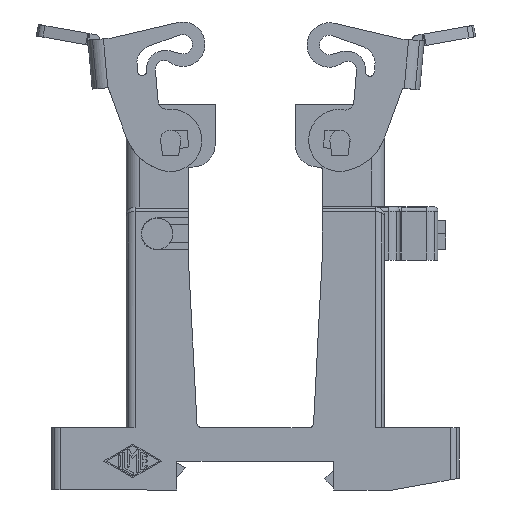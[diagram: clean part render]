
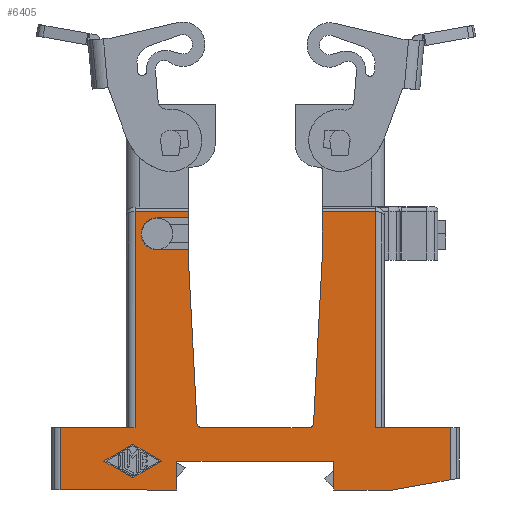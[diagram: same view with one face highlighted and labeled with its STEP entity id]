
A CAD part, front view. The second image highlights one B-rep face of the part: STEP entity #6405.
In plain terms, the highlighted planar face has unit normal (0, -1, 0).
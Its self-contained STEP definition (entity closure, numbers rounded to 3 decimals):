
#4179=CARTESIAN_POINT('',(-27.0,-25.0,14.));
#4180=VERTEX_POINT('',#4179);
#4188=CARTESIAN_POINT('',(-27.0,-25.0,62.5));
#4189=VERTEX_POINT('',#4188);
#4190=CARTESIAN_POINT('',(-27.0,-25.0,14.));
#4191=DIRECTION('',(0.0,0.0,1.0));
#4192=VECTOR('',#4191,48.5);
#4193=LINE('',#4190,#4192);
#4194=EDGE_CURVE('',#4180,#4189,#4193,.T.);
#4553=CARTESIAN_POINT('',(43.75,-25.0,14.));
#4554=VERTEX_POINT('',#4553);
#4562=CARTESIAN_POINT('',(43.75,-25.0,2.292));
#4563=VERTEX_POINT('',#4562);
#4564=CARTESIAN_POINT('',(43.75,-25.0,14.));
#4565=DIRECTION('',(0.0,0.0,-1.0));
#4566=VECTOR('',#4565,11.708);
#4567=LINE('',#4564,#4566);
#4568=EDGE_CURVE('',#4554,#4563,#4567,.T.);
#4637=CARTESIAN_POINT('',(-43.75,-25.0,0.));
#4638=VERTEX_POINT('',#4637);
#4646=CARTESIAN_POINT('',(-43.75,-25.0,14.));
#4647=VERTEX_POINT('',#4646);
#4648=CARTESIAN_POINT('',(-43.75,-25.0,0.));
#4649=DIRECTION('',(0.0,0.0,1.0));
#4650=VECTOR('',#4649,14.);
#4651=LINE('',#4648,#4650);
#4652=EDGE_CURVE('',#4638,#4647,#4651,.T.);
#5451=CARTESIAN_POINT('',(-34.0,-25.0,6.5));
#5452=VERTEX_POINT('',#5451);
#5459=CARTESIAN_POINT('',(-27.5,-25.0,2.75));
#5460=VERTEX_POINT('',#5459);
#5461=CARTESIAN_POINT('',(-27.5,-25.0,2.75));
#5462=DIRECTION('',(-0.866,0.0,0.5));
#5463=VECTOR('',#5462,7.504);
#5464=LINE('',#5461,#5463);
#5465=EDGE_CURVE('',#5460,#5452,#5464,.T.);
#5490=CARTESIAN_POINT('',(-21.0,-25.0,6.5));
#5491=VERTEX_POINT('',#5490);
#5492=CARTESIAN_POINT('',(-21.0,-25.0,6.5));
#5493=DIRECTION('',(-0.866,0.0,-0.5));
#5494=VECTOR('',#5493,7.504);
#5495=LINE('',#5492,#5494);
#5496=EDGE_CURVE('',#5491,#5460,#5495,.T.);
#5521=CARTESIAN_POINT('',(-27.5,-25.0,10.25));
#5522=VERTEX_POINT('',#5521);
#5523=CARTESIAN_POINT('',(-27.5,-25.0,10.25));
#5524=DIRECTION('',(0.866,0.0,-0.5));
#5525=VECTOR('',#5524,7.504);
#5526=LINE('',#5523,#5525);
#5527=EDGE_CURVE('',#5522,#5491,#5526,.T.);
#5550=CARTESIAN_POINT('',(-34.0,-25.0,6.5));
#5551=DIRECTION('',(0.866,0.0,0.5));
#5552=VECTOR('',#5551,7.504);
#5553=LINE('',#5550,#5552);
#5554=EDGE_CURVE('',#5452,#5522,#5553,.T.);
#6216=CARTESIAN_POINT('',(0.,-25.0,7.));
#6217=DIRECTION('',(0.0,1.0,0.0));
#6218=DIRECTION('',(0.0,0.0,1.0));
#6219=AXIS2_PLACEMENT_3D('',#6216,#6217,#6218);
#6220=PLANE('',#6219);
#6221=ORIENTED_EDGE('',*,*,#4652,.F.);
#6222=CARTESIAN_POINT('',(-17.6,-25.0,0.0));
#6223=VERTEX_POINT('',#6222);
#6224=CARTESIAN_POINT('',(-17.6,-25.0,0.0));
#6225=DIRECTION('',(-1.0,0.0,0.0));
#6226=VECTOR('',#6225,26.15);
#6227=LINE('',#6224,#6226);
#6228=EDGE_CURVE('',#6223,#4638,#6227,.T.);
#6229=ORIENTED_EDGE('',*,*,#6228,.F.);
#6230=CARTESIAN_POINT('',(-17.6,-25.0,6.5));
#6231=VERTEX_POINT('',#6230);
#6232=CARTESIAN_POINT('',(-17.6,-25.0,0.0));
#6233=DIRECTION('',(0.0,0.0,1.0));
#6234=VECTOR('',#6233,6.5);
#6235=LINE('',#6232,#6234);
#6236=EDGE_CURVE('',#6223,#6231,#6235,.T.);
#6237=ORIENTED_EDGE('',*,*,#6236,.T.);
#6238=CARTESIAN_POINT('',(17.6,-25.0,6.5));
#6239=VERTEX_POINT('',#6238);
#6240=CARTESIAN_POINT('',(-17.6,-25.0,6.5));
#6241=DIRECTION('',(1.0,0.0,0.0));
#6242=VECTOR('',#6241,35.2);
#6243=LINE('',#6240,#6242);
#6244=EDGE_CURVE('',#6231,#6239,#6243,.T.);
#6245=ORIENTED_EDGE('',*,*,#6244,.T.);
#6246=CARTESIAN_POINT('',(17.6,-25.0,0.0));
#6247=VERTEX_POINT('',#6246);
#6248=CARTESIAN_POINT('',(17.6,-25.0,6.5));
#6249=DIRECTION('',(0.0,0.0,-1.0));
#6250=VECTOR('',#6249,6.5);
#6251=LINE('',#6248,#6250);
#6252=EDGE_CURVE('',#6239,#6247,#6251,.T.);
#6253=ORIENTED_EDGE('',*,*,#6252,.T.);
#6254=CARTESIAN_POINT('',(30.75,-25.0,0.0));
#6255=VERTEX_POINT('',#6254);
#6256=CARTESIAN_POINT('',(30.75,-25.0,0.0));
#6257=DIRECTION('',(-1.0,0.0,0.0));
#6258=VECTOR('',#6257,13.15);
#6259=LINE('',#6256,#6258);
#6260=EDGE_CURVE('',#6255,#6247,#6259,.T.);
#6261=ORIENTED_EDGE('',*,*,#6260,.F.);
#6262=CARTESIAN_POINT('',(30.75,-25.0,0.0));
#6263=DIRECTION('',(0.985,0.0,0.174));
#6264=VECTOR('',#6263,13.201);
#6265=LINE('',#6262,#6264);
#6266=EDGE_CURVE('',#6255,#4563,#6265,.T.);
#6267=ORIENTED_EDGE('',*,*,#6266,.T.);
#6268=ORIENTED_EDGE('',*,*,#4568,.F.);
#6269=CARTESIAN_POINT('',(27.0,-25.0,14.));
#6270=VERTEX_POINT('',#6269);
#6271=CARTESIAN_POINT('',(27.0,-25.0,14.));
#6272=DIRECTION('',(1.0,0.0,0.0));
#6273=VECTOR('',#6272,16.75);
#6274=LINE('',#6271,#6273);
#6275=EDGE_CURVE('',#6270,#4554,#6274,.T.);
#6276=ORIENTED_EDGE('',*,*,#6275,.F.);
#6277=CARTESIAN_POINT('',(27.0,-25.0,62.5));
#6278=VERTEX_POINT('',#6277);
#6279=CARTESIAN_POINT('',(27.0,-25.0,62.5));
#6280=DIRECTION('',(0.0,0.0,-1.0));
#6281=VECTOR('',#6280,48.5);
#6282=LINE('',#6279,#6281);
#6283=EDGE_CURVE('',#6278,#6270,#6282,.T.);
#6284=ORIENTED_EDGE('',*,*,#6283,.F.);
#6285=CARTESIAN_POINT('',(15.,-25.0,62.5));
#6286=VERTEX_POINT('',#6285);
#6287=CARTESIAN_POINT('',(15.,-25.0,62.5));
#6288=DIRECTION('',(1.0,0.0,0.0));
#6289=VECTOR('',#6288,12.);
#6290=LINE('',#6287,#6289);
#6291=EDGE_CURVE('',#6286,#6278,#6290,.T.);
#6292=ORIENTED_EDGE('',*,*,#6291,.F.);
#6293=CARTESIAN_POINT('',(15.,-25.0,51.5));
#6294=VERTEX_POINT('',#6293);
#6295=CARTESIAN_POINT('',(15.,-25.0,62.5));
#6296=DIRECTION('',(0.0,0.0,-1.0));
#6297=VECTOR('',#6296,11.);
#6298=LINE('',#6295,#6297);
#6299=EDGE_CURVE('',#6286,#6294,#6298,.T.);
#6300=ORIENTED_EDGE('',*,*,#6299,.T.);
#6301=CARTESIAN_POINT('',(13.084,-25.0,14.948));
#6302=VERTEX_POINT('',#6301);
#6303=CARTESIAN_POINT('',(15.,-25.0,51.5));
#6304=DIRECTION('',(-0.052,0.0,-0.999));
#6305=VECTOR('',#6304,36.602);
#6306=LINE('',#6303,#6305);
#6307=EDGE_CURVE('',#6294,#6302,#6306,.T.);
#6308=ORIENTED_EDGE('',*,*,#6307,.T.);
#6309=CARTESIAN_POINT('',(12.086,-25.0,14.));
#6310=VERTEX_POINT('',#6309);
#6311=CARTESIAN_POINT('',(12.086,-25.0,15.0));
#6312=DIRECTION('',(0.0,1.0,0.0));
#6313=DIRECTION('',(0.999,0.0,-0.052));
#6314=AXIS2_PLACEMENT_3D('',#6311,#6312,#6313);
#6315=CIRCLE('',#6314,1.0);
#6316=EDGE_CURVE('',#6302,#6310,#6315,.T.);
#6317=ORIENTED_EDGE('',*,*,#6316,.T.);
#6318=CARTESIAN_POINT('',(-12.086,-25.0,14.));
#6319=VERTEX_POINT('',#6318);
#6320=CARTESIAN_POINT('',(12.086,-25.0,14.));
#6321=DIRECTION('',(-1.0,0.0,0.0));
#6322=VECTOR('',#6321,24.171);
#6323=LINE('',#6320,#6322);
#6324=EDGE_CURVE('',#6310,#6319,#6323,.T.);
#6325=ORIENTED_EDGE('',*,*,#6324,.T.);
#6326=CARTESIAN_POINT('',(-13.084,-25.0,14.948));
#6327=VERTEX_POINT('',#6326);
#6328=CARTESIAN_POINT('',(-12.086,-25.0,15.));
#6329=DIRECTION('',(0.0,1.0,0.0));
#6330=DIRECTION('',(0.0,0.0,-1.0));
#6331=AXIS2_PLACEMENT_3D('',#6328,#6329,#6330);
#6332=CIRCLE('',#6331,1.0);
#6333=EDGE_CURVE('',#6319,#6327,#6332,.T.);
#6334=ORIENTED_EDGE('',*,*,#6333,.T.);
#6335=CARTESIAN_POINT('',(-15.,-25.0,51.5));
#6336=VERTEX_POINT('',#6335);
#6337=CARTESIAN_POINT('',(-13.084,-25.0,14.948));
#6338=DIRECTION('',(-0.052,0.0,0.999));
#6339=VECTOR('',#6338,36.602);
#6340=LINE('',#6337,#6339);
#6341=EDGE_CURVE('',#6327,#6336,#6340,.T.);
#6342=ORIENTED_EDGE('',*,*,#6341,.T.);
#6343=CARTESIAN_POINT('',(-15.,-25.0,53.9));
#6344=VERTEX_POINT('',#6343);
#6345=CARTESIAN_POINT('',(-15.,-25.0,51.5));
#6346=DIRECTION('',(0.0,0.0,1.0));
#6347=VECTOR('',#6346,2.4);
#6348=LINE('',#6345,#6347);
#6349=EDGE_CURVE('',#6336,#6344,#6348,.T.);
#6350=ORIENTED_EDGE('',*,*,#6349,.T.);
#6351=CARTESIAN_POINT('',(-22.0,-25.0,53.9));
#6352=VERTEX_POINT('',#6351);
#6353=CARTESIAN_POINT('',(-15.,-25.0,53.9));
#6354=DIRECTION('',(-1.0,0.0,0.0));
#6355=VECTOR('',#6354,7.);
#6356=LINE('',#6353,#6355);
#6357=EDGE_CURVE('',#6344,#6352,#6356,.T.);
#6358=ORIENTED_EDGE('',*,*,#6357,.T.);
#6359=CARTESIAN_POINT('',(-22.0,-25.0,61.1));
#6360=VERTEX_POINT('',#6359);
#6361=CARTESIAN_POINT('',(-22.0,-25.0,57.5));
#6362=DIRECTION('',(0.0,1.0,0.0));
#6363=DIRECTION('',(0.0,0.0,1.0));
#6364=AXIS2_PLACEMENT_3D('',#6361,#6362,#6363);
#6365=CIRCLE('',#6364,3.6);
#6366=EDGE_CURVE('',#6352,#6360,#6365,.T.);
#6367=ORIENTED_EDGE('',*,*,#6366,.T.);
#6368=CARTESIAN_POINT('',(-15.,-25.0,61.1));
#6369=VERTEX_POINT('',#6368);
#6370=CARTESIAN_POINT('',(-22.0,-25.0,61.1));
#6371=DIRECTION('',(1.0,0.0,0.0));
#6372=VECTOR('',#6371,7.);
#6373=LINE('',#6370,#6372);
#6374=EDGE_CURVE('',#6360,#6369,#6373,.T.);
#6375=ORIENTED_EDGE('',*,*,#6374,.T.);
#6376=CARTESIAN_POINT('',(-15.,-25.0,62.5));
#6377=VERTEX_POINT('',#6376);
#6378=CARTESIAN_POINT('',(-15.,-25.0,61.1));
#6379=DIRECTION('',(0.0,0.0,1.0));
#6380=VECTOR('',#6379,1.4);
#6381=LINE('',#6378,#6380);
#6382=EDGE_CURVE('',#6369,#6377,#6381,.T.);
#6383=ORIENTED_EDGE('',*,*,#6382,.T.);
#6384=CARTESIAN_POINT('',(-27.0,-25.0,62.5));
#6385=DIRECTION('',(1.0,0.0,0.0));
#6386=VECTOR('',#6385,12.);
#6387=LINE('',#6384,#6386);
#6388=EDGE_CURVE('',#4189,#6377,#6387,.T.);
#6389=ORIENTED_EDGE('',*,*,#6388,.F.);
#6390=ORIENTED_EDGE('',*,*,#4194,.F.);
#6391=CARTESIAN_POINT('',(-43.75,-25.0,14.));
#6392=DIRECTION('',(1.0,0.0,0.0));
#6393=VECTOR('',#6392,16.75);
#6394=LINE('',#6391,#6393);
#6395=EDGE_CURVE('',#4647,#4180,#6394,.T.);
#6396=ORIENTED_EDGE('',*,*,#6395,.F.);
#6397=EDGE_LOOP('',(#6221,#6229,#6237,#6245,#6253,#6261,#6267,#6268,#6276,#6284,#6292,#6300,#6308,#6317,#6325,#6334,#6342,#6350,#6358,#6367,#6375,#6383,#6389,#6390,#6396));
#6398=FACE_OUTER_BOUND('',#6397,.T.);
#6399=ORIENTED_EDGE('',*,*,#5465,.T.);
#6400=ORIENTED_EDGE('',*,*,#5554,.T.);
#6401=ORIENTED_EDGE('',*,*,#5527,.T.);
#6402=ORIENTED_EDGE('',*,*,#5496,.T.);
#6403=EDGE_LOOP('',(#6399,#6400,#6401,#6402));
#6404=FACE_BOUND('',#6403,.T.);
#6405=ADVANCED_FACE('',(#6398,#6404),#6220,.F.);
